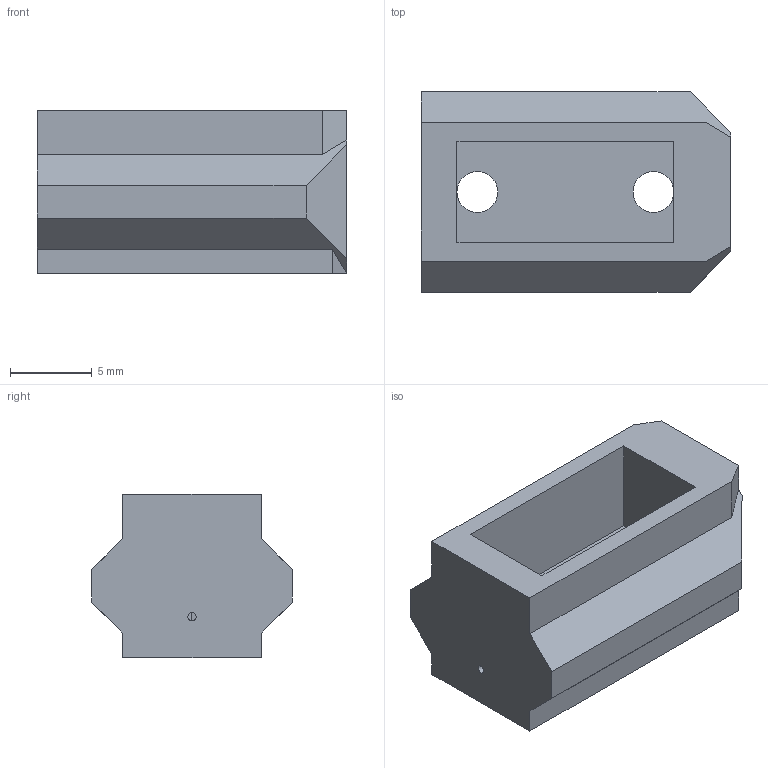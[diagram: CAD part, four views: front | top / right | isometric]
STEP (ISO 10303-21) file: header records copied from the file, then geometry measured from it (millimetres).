
FILE_DESCRIPTION (( 'STEP AP214' ), '1' );
FILE_NAME ('Probe Block.STEP', '2021-09-06T21:59:33', ( '' ), ( '' ), 'SwSTEP 2.0', 'SolidWorks 2020', '' );
FILE_SCHEMA (( 'AUTOMOTIVE_DESIGN' ));
Length unit declared in the file: millimetre
Products named in the file (1): Probe Block
Bounding box: 19 x 12.3 x 10 mm (x, y, z)
Volume: 1076.8 mm3; surface area: 1365 mm2
Topology: 1 solids, 1 shells, 50 faces, 133 edges, 85 vertices
Faces by surface type: plane 30, cylinder 20
Entity records: 1653 total; most frequent: CARTESIAN_POINT 343, ORIENTED_EDGE 266, DIRECTION 261, EDGE_CURVE 133, LINE 87, AXIS2_PLACEMENT_3D 87, VECTOR 87, VERTEX_POINT 85
